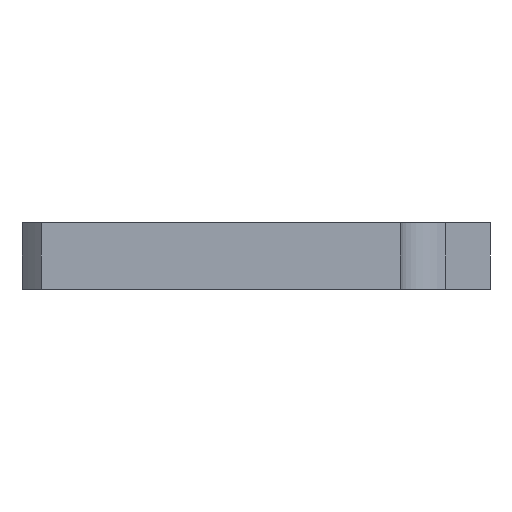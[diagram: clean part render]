
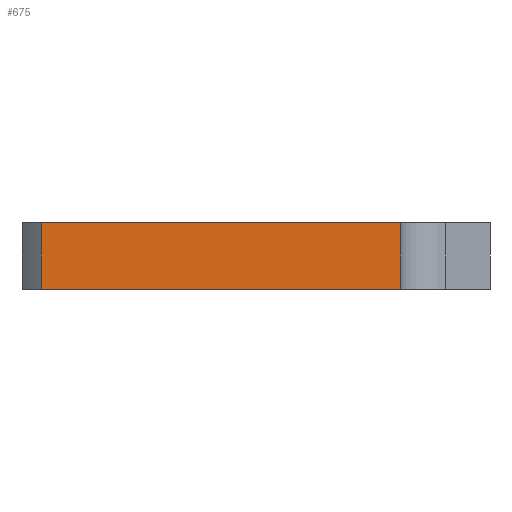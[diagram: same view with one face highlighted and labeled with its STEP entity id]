
A CAD part, left-side view. The second image highlights one B-rep face of the part: STEP entity #675.
In plain terms, the highlighted planar face has unit normal (-1, 0, 0).
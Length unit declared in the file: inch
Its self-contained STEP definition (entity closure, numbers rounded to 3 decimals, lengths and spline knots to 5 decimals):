
#14 = DIRECTION ( 'NONE',  ( 1., 0., 0. ) ) ;
#18 = DIRECTION ( 'NONE',  ( 0., 1., 0. ) ) ;
#27 = VECTOR ( 'NONE', #455, 39.37008 ) ;
#81 = VERTEX_POINT ( 'NONE', #260 ) ;
#96 = VERTEX_POINT ( 'NONE', #301 ) ;
#134 = VECTOR ( 'NONE', #355, 39.37008 ) ;
#156 = LINE ( 'NONE', #248, #27 ) ;
#197 = LINE ( 'NONE', #607, #134 ) ;
#248 = CARTESIAN_POINT ( 'NONE',  ( -0.875, 0.80283, 0.25 ) ) ;
#260 = CARTESIAN_POINT ( 'NONE',  ( -0.875, 0.80283, 0. ) ) ;
#273 = DIRECTION ( 'NONE',  ( 0., 0., 1. ) ) ;
#289 = FACE_OUTER_BOUND ( 'NONE', #661, .T. ) ;
#301 = CARTESIAN_POINT ( 'NONE',  ( -0.875, 0.80283, 0.25 ) ) ;
#307 = CARTESIAN_POINT ( 'NONE',  ( -0.875, -0.53961, 0. ) ) ;
#316 = ORIENTED_EDGE ( 'NONE', *, *, #473, .F. ) ;
#319 = VECTOR ( 'NONE', #474, 39.37008 ) ;
#340 = PLANE ( 'NONE',  #471 ) ;
#355 = DIRECTION ( 'NONE',  ( 0., -1., 0. ) ) ;
#380 = VERTEX_POINT ( 'NONE', #307 ) ;
#418 = CARTESIAN_POINT ( 'NONE',  ( -0.875, -0.53961, 0.25 ) ) ;
#426 = CARTESIAN_POINT ( 'NONE',  ( -0.875, -0.53961, 0. ) ) ;
#428 = ORIENTED_EDGE ( 'NONE', *, *, #515, .T. ) ;
#455 = DIRECTION ( 'NONE',  ( 0., 0., 1. ) ) ;
#471 = AXIS2_PLACEMENT_3D ( 'NONE', #595, #14, #18 ) ;
#473 = EDGE_CURVE ( 'NONE', #81, #96, #156, .T. ) ;
#474 = DIRECTION ( 'NONE',  ( 0., -1., 0. ) ) ;
#488 = EDGE_CURVE ( 'NONE', #96, #592, #197, .T. ) ;
#497 = EDGE_CURVE ( 'NONE', #380, #592, #685, .T. ) ;
#509 = VECTOR ( 'NONE', #273, 39.37008 ) ;
#515 = EDGE_CURVE ( 'NONE', #81, #380, #643, .T. ) ;
#584 = ORIENTED_EDGE ( 'NONE', *, *, #497, .T. ) ;
#592 = VERTEX_POINT ( 'NONE', #418 ) ;
#595 = CARTESIAN_POINT ( 'NONE',  ( -0.875, 0.875, 0.25 ) ) ;
#607 = CARTESIAN_POINT ( 'NONE',  ( -0.875, 0.875, 0.25 ) ) ;
#638 = CARTESIAN_POINT ( 'NONE',  ( -0.875, 0.875, 0. ) ) ;
#642 = ORIENTED_EDGE ( 'NONE', *, *, #488, .F. ) ;
#643 = LINE ( 'NONE', #638, #319 ) ;
#661 = EDGE_LOOP ( 'NONE', ( #428, #584, #642, #316 ) ) ;
#675 = ADVANCED_FACE ( 'NONE', ( #289 ), #340, .F. ) ;
#685 = LINE ( 'NONE', #426, #509 ) ;
